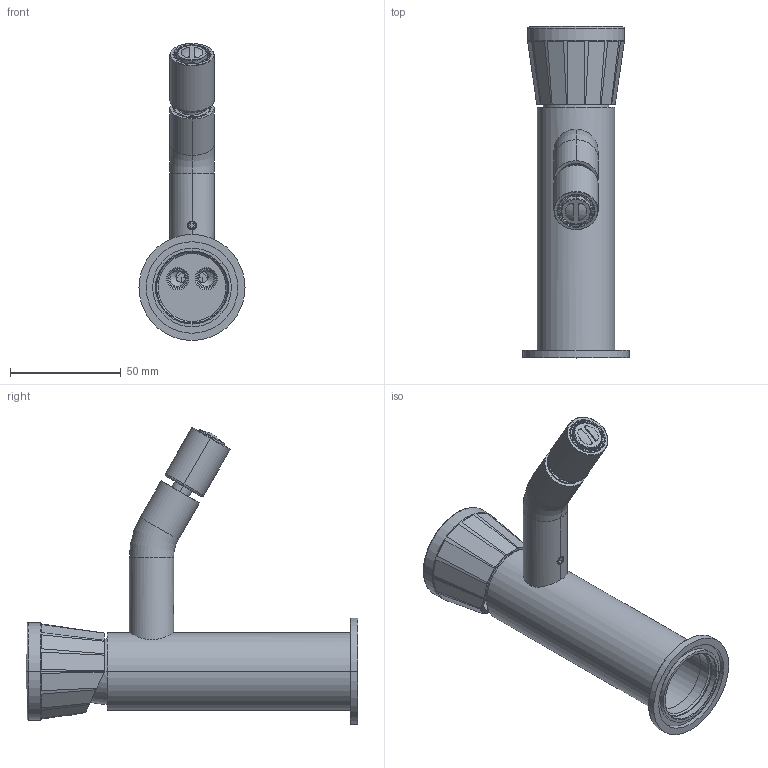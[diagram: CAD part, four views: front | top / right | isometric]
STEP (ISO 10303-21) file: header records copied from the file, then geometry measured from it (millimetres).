
FILE_DESCRIPTION((''),'2;1');
FILE_NAME('OIELBT005RO_ASM','2025-10-16T14:12:54',('Administrator'),(''),'CREO PARAMETRIC BY PTC INC, 2024493','CREO PARAMETRIC BY PTC INC, 2024493','');
FILE_SCHEMA(('CONFIG_CONTROL_DESIGN','SHAPE_APPEARANCE_LAYERS_GROUPS'));
Length unit declared in the file: millimetre
Products named in the file (11): OIBR00322; OIBR00066; OICT00093; OIVT00002; OIAR00062; OIBR00070; OIBR00947; OIVT00003; OIAQ00013; OIAR00046; OIELBT005RO_ASM
Assembly tree (10 placements, depth 2):
  OIELBT005RO_ASM
    OIBR00322
    OIBR00066
    OICT00093
    OIVT00002
    OIAR00062
    OIBR00070
    OIBR00947
    OIVT00003
    OIAQ00013
    OIAR00046
Bounding box: 48 x 150.18 x 134.42 mm (x, y, z)
Volume: 83959.6 mm3; surface area: 55754.2 mm2
Topology: 11 solids, 20 shells, 1057 faces, 2871 edges, 1853 vertices
Faces by surface type: plane 591, cylinder 208, cone 115, torus 107, bspline 26, sphere 10
Entity records: 47391 total; most frequent: CARTESIAN_POINT 13730, ORIENTED_EDGE 5682, DIRECTION 4983, EDGE_CURVE 2859, AXIS2_PLACEMENT_3D 1865, VERTEX_POINT 1853, PRESENTATION_STYLE_ASSIGNMENT 1555, STYLED_ITEM 1553
